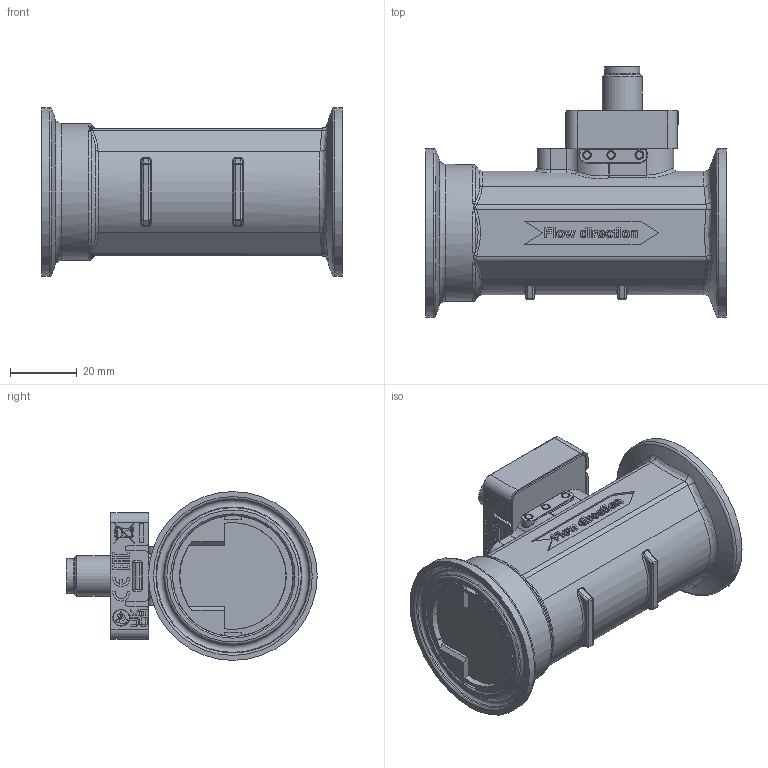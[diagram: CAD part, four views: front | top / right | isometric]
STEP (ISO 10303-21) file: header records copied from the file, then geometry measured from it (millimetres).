
FILE_DESCRIPTION(/* description */ (''),/* implementation_level */ '2;1');
FILE_NAME(/* name */ 'Vortex_flow_sensor__Type_VVX32_Tri-Clamp_VVX-1581.stp',/* time_stamp */ '2025-06-17T07:49:00+02:00',/* author */ ('bleichert'),/* organization */ (''),/* preprocessor_version */ 'ST-DEVELOPER v18.1',/* originating_system */ 'Autodesk Inventor 2020',/* authorisation */ '');
FILE_SCHEMA (('AUTOMOTIVE_DESIGN { 1 0 10303 214 3 1 1 }'));
Products named in the file (1): VVX-1581
Bounding box: 90 x 74.95 x 50.5 mm (x, y, z)
Volume: 126096.5 mm3; surface area: 25544.8 mm2
Topology: 1 solids, 1 shells, 1407 faces, 3750 edges, 2447 vertices
Faces by surface type: plane 739, bspline 378, cylinder 163, torus 64, cone 36, sphere 27
Full cylindrical faces by diameter (mm): 0.5 x1, 0.714 x1, 1 x4, 1.2 x5, 2 x6, 2.459 x1, 10.5 x1, 12 x1, 32 x1, 36.2 x1, 41 x1, 50.5 x2
Entity records: 50621 total; most frequent: CARTESIAN_POINT 16215, ORIENTED_EDGE 7478, DIRECTION 5671, EDGE_CURVE 3739, VERTEX_POINT 2448, LINE 2251, VECTOR 2251, AXIS2_PLACEMENT_3D 1710
